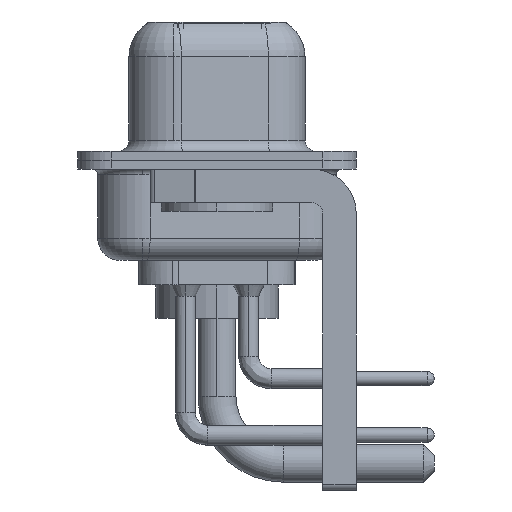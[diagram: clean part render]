
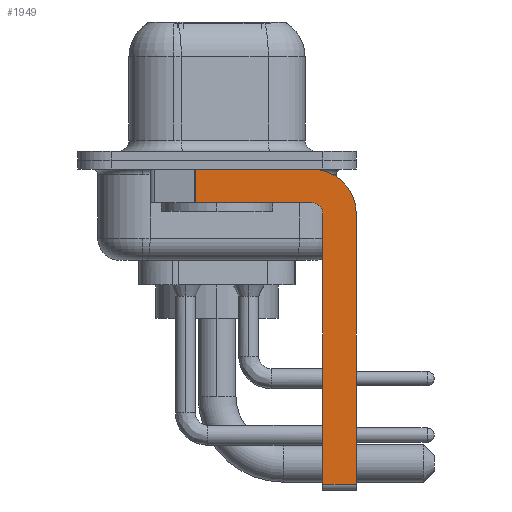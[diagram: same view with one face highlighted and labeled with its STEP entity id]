
A CAD part, left-side view. The second image highlights one B-rep face of the part: STEP entity #1949.
In plain terms, the highlighted planar face has unit normal (-1, 0, 0).
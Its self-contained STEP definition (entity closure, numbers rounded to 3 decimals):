
#98 = CIRCLE ( 'NONE', #6295, 0.5 ) ;
#183 = DIRECTION ( 'NONE',  ( 0., 1., 0. ) ) ;
#220 = CIRCLE ( 'NONE', #2071, 2. ) ;
#247 = VERTEX_POINT ( 'NONE', #10418 ) ;
#428 = ORIENTED_EDGE ( 'NONE', *, *, #6176, .T. ) ;
#674 = CARTESIAN_POINT ( 'NONE',  ( -2.9, -6.25, -2.4 ) ) ;
#852 = FACE_OUTER_BOUND ( 'NONE', #4802, .T. ) ;
#1118 = VECTOR ( 'NONE', #1460, 1000. ) ;
#1460 = DIRECTION ( 'NONE',  ( 0., 0., -1. ) ) ;
#1635 = EDGE_CURVE ( 'NONE', #3572, #19152, #2919, .T. ) ;
#1821 = CARTESIAN_POINT ( 'NONE',  ( -2.9, 3., -0.4 ) ) ;
#1949 = ADVANCED_FACE ( 'NONE', ( #852 ), #18613, .F. ) ;
#2071 = AXIS2_PLACEMENT_3D ( 'NONE', #16521, #9226, #17776 ) ;
#2627 = CARTESIAN_POINT ( 'NONE',  ( -2.9, 0.978, -0.4 ) ) ;
#2718 = VECTOR ( 'NONE', #16410, 1000. ) ;
#2919 = LINE ( 'NONE', #16203, #2718 ) ;
#3572 = VERTEX_POINT ( 'NONE', #9942 ) ;
#3915 = VECTOR ( 'NONE', #13846, 1000. ) ;
#4158 = DIRECTION ( 'NONE',  ( -1., 0., 0. ) ) ;
#4430 = ORIENTED_EDGE ( 'NONE', *, *, #17297, .F. ) ;
#4802 = EDGE_LOOP ( 'NONE', ( #4862, #428, #8894, #4430, #6981, #16232, #10614, #13965 ) ) ;
#4862 = ORIENTED_EDGE ( 'NONE', *, *, #5066, .F. ) ;
#5066 = EDGE_CURVE ( 'NONE', #14952, #12671, #9468, .T. ) ;
#5336 = CARTESIAN_POINT ( 'NONE',  ( -2.9, -4.25, -2.4 ) ) ;
#5342 = LINE ( 'NONE', #674, #17569 ) ;
#5740 = CARTESIAN_POINT ( 'NONE',  ( -2.9, 0.978, -1.9 ) ) ;
#5981 = VERTEX_POINT ( 'NONE', #6711 ) ;
#6176 = EDGE_CURVE ( 'NONE', #14952, #5981, #11376, .T. ) ;
#6295 = AXIS2_PLACEMENT_3D ( 'NONE', #12003, #4158, #15981 ) ;
#6351 = EDGE_CURVE ( 'NONE', #12671, #16561, #220, .T. ) ;
#6438 = AXIS2_PLACEMENT_3D ( 'NONE', #5336, #15897, #17269 ) ;
#6458 = EDGE_CURVE ( 'NONE', #16561, #13579, #5342, .T. ) ;
#6711 = CARTESIAN_POINT ( 'NONE',  ( -2.9, 0.978, -1.9 ) ) ;
#6981 = ORIENTED_EDGE ( 'NONE', *, *, #1635, .F. ) ;
#7470 = CARTESIAN_POINT ( 'NONE',  ( -2.9, -4.25, -1.9 ) ) ;
#8758 = VECTOR ( 'NONE', #8952, 1000. ) ;
#8894 = ORIENTED_EDGE ( 'NONE', *, *, #18823, .F. ) ;
#8952 = DIRECTION ( 'NONE',  ( 0., -1., 0. ) ) ;
#9226 = DIRECTION ( 'NONE',  ( 1., 0., 0. ) ) ;
#9468 = LINE ( 'NONE', #1821, #3915 ) ;
#9942 = CARTESIAN_POINT ( 'NONE',  ( -2.9, -4.75, -14.55 ) ) ;
#10129 = CARTESIAN_POINT ( 'NONE',  ( -2.9, -6.25, -2.4 ) ) ;
#10399 = CARTESIAN_POINT ( 'NONE',  ( -2.9, -6.25, -14.55 ) ) ;
#10418 = CARTESIAN_POINT ( 'NONE',  ( -2.9, -4.25, -1.9 ) ) ;
#10614 = ORIENTED_EDGE ( 'NONE', *, *, #6458, .F. ) ;
#10840 = CARTESIAN_POINT ( 'NONE',  ( -2.9, -4.25, -0.4 ) ) ;
#10963 = VECTOR ( 'NONE', #183, 1000. ) ;
#11376 = LINE ( 'NONE', #5740, #1118 ) ;
#12003 = CARTESIAN_POINT ( 'NONE',  ( -2.9, -4.25, -2.4 ) ) ;
#12671 = VERTEX_POINT ( 'NONE', #10840 ) ;
#13054 = CARTESIAN_POINT ( 'NONE',  ( -2.9, -4.75, -2.4 ) ) ;
#13579 = VERTEX_POINT ( 'NONE', #10399 ) ;
#13614 = CARTESIAN_POINT ( 'NONE',  ( -2.9, -4.25, -14.55 ) ) ;
#13846 = DIRECTION ( 'NONE',  ( 0., -1., 0. ) ) ;
#13965 = ORIENTED_EDGE ( 'NONE', *, *, #6351, .F. ) ;
#14952 = VERTEX_POINT ( 'NONE', #2627 ) ;
#15897 = DIRECTION ( 'NONE',  ( 1., 0., 0. ) ) ;
#15981 = DIRECTION ( 'NONE',  ( 0., 0., 1. ) ) ;
#16203 = CARTESIAN_POINT ( 'NONE',  ( -2.9, -4.75, -14.8 ) ) ;
#16232 = ORIENTED_EDGE ( 'NONE', *, *, #16667, .T. ) ;
#16344 = LINE ( 'NONE', #13614, #8758 ) ;
#16410 = DIRECTION ( 'NONE',  ( 0., 0., 1. ) ) ;
#16521 = CARTESIAN_POINT ( 'NONE',  ( -2.9, -4.25, -2.4 ) ) ;
#16561 = VERTEX_POINT ( 'NONE', #10129 ) ;
#16667 = EDGE_CURVE ( 'NONE', #3572, #13579, #16344, .T. ) ;
#16692 = LINE ( 'NONE', #7470, #10963 ) ;
#16800 = DIRECTION ( 'NONE',  ( 0., 0., -1. ) ) ;
#17269 = DIRECTION ( 'NONE',  ( 0., 0., -1. ) ) ;
#17297 = EDGE_CURVE ( 'NONE', #19152, #247, #98, .T. ) ;
#17569 = VECTOR ( 'NONE', #16800, 1000. ) ;
#17776 = DIRECTION ( 'NONE',  ( 0., 0., -1. ) ) ;
#18613 = PLANE ( 'NONE',  #6438 ) ;
#18823 = EDGE_CURVE ( 'NONE', #247, #5981, #16692, .T. ) ;
#19152 = VERTEX_POINT ( 'NONE', #13054 ) ;
